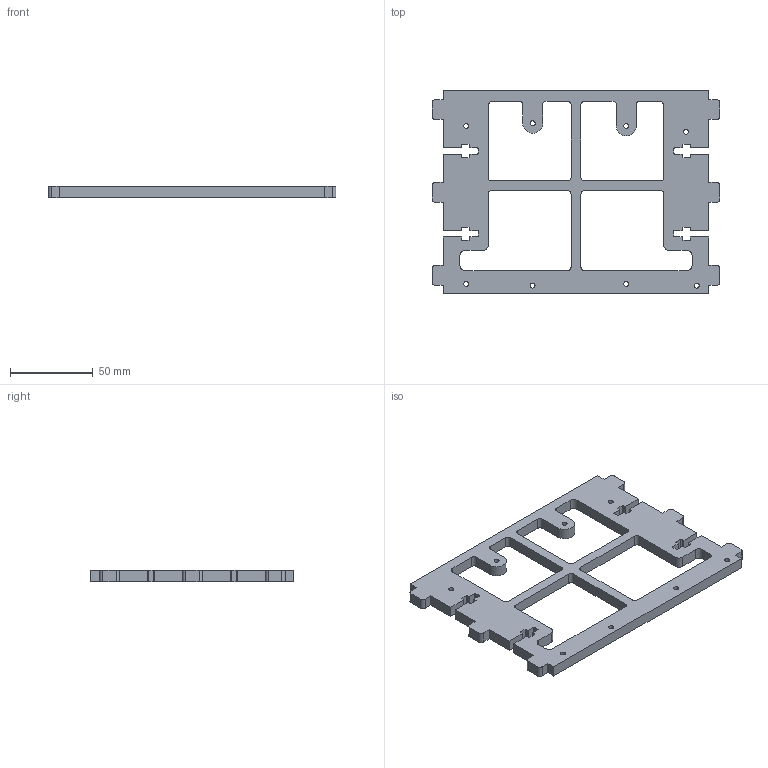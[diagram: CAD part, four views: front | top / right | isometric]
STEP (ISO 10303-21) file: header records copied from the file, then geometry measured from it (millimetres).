
FILE_DESCRIPTION (( 'STEP AP203' ), '1' );
FILE_NAME ('Electronics Plate-Smooth.STEP', '2015-04-25T23:17:38', ( '' ), ( '' ), 'SwSTEP 2.0', 'SolidWorks 2013', '' );
FILE_SCHEMA (( 'CONFIG_CONTROL_DESIGN' ));
Length unit declared in the file: millimetre
Products named in the file (1): Electronics Plate-Smooth
Bounding box: 173.6 x 122.5 x 6.8 mm (x, y, z)
Volume: 68414.4 mm3; surface area: 32410 mm2
Topology: 1 solids, 1 shells, 182 faces, 540 edges, 360 vertices
Faces by surface type: plane 104, cylinder 78
Entity records: 6245 total; most frequent: CARTESIAN_POINT 1083, ORIENTED_EDGE 1080, DIRECTION 1062, EDGE_CURVE 540, VECTOR 384, LINE 384, VERTEX_POINT 360, AXIS2_PLACEMENT_3D 339
